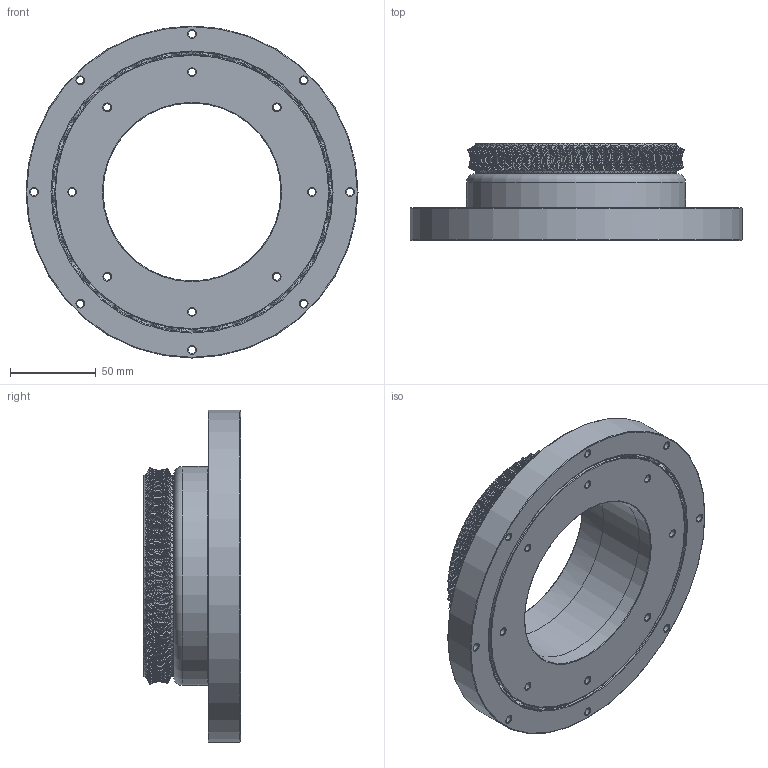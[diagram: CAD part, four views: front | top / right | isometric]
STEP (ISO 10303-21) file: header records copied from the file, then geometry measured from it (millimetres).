
FILE_DESCRIPTION(/* description */ (''),/* implementation_level */ '2;1');
FILE_NAME(/* name */ 'RockerBaseBearing v25.step',/* time_stamp */ '2018-08-29T16:19:59-04:00',/* author */ (''),/* organization */ (''),/* preprocessor_version */ 'ST-DEVELOPER v17.2',/* originating_system */ 'Autodesk Translation Framework v7.6.0.251',/* authorisation */ '');
FILE_SCHEMA (('AUTOMOTIVE_DESIGN { 1 0 10303 214 3 1 1 }'));
Products named in the file (7): RockerBaseBearing; Rolls A; Rolls B; Outer Race; Inner Race; Inner Race Bottom; Inner Race Top
Assembly tree (6 placements, depth 3):
  RockerBaseBearing
    Rolls A
    Rolls B
    Outer Race
    Inner Race
      Inner Race Bottom
      Inner Race Top
Bounding box: 194 x 56.74 x 194 mm (x, y, z)
Volume: 481161.7 mm3; surface area: 169359.8 mm2
Topology: 45 solids, 45 shells, 8982 faces, 14676 edges, 5786 vertices
Faces by surface type: plane 8492, cylinder 357, cone 88, torus 44, bspline 1
Full cylindrical faces by diameter (mm): 4.25 x24, 7.8 x42, 12 x42, 104 x3, 128 x1, 160.5 x1, 160.768 x1, 163.968 x1, 164 x1, 194 x1
Entity records: 188109 total; most frequent: DIRECTION 33813, CARTESIAN_POINT 29616, ORIENTED_EDGE 29352, EDGE_CURVE 14676, LINE 13525, VECTOR 13525, AXIS2_PLACEMENT_3D 10144, EDGE_LOOP 9122
